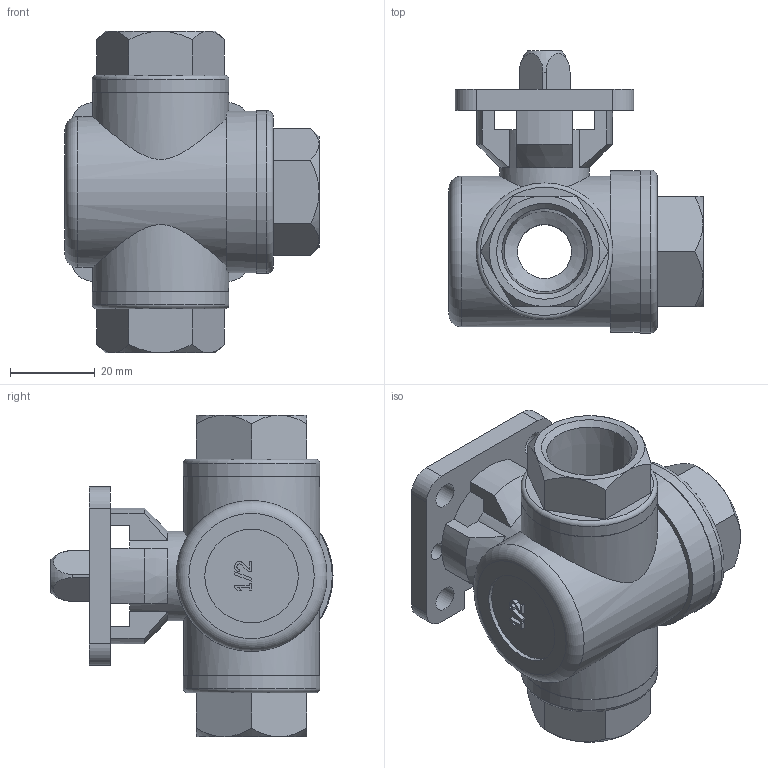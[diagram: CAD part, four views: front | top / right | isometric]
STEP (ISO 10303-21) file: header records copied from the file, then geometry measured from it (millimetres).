
FILE_DESCRIPTION(/* description */ ('STEP AP214'),/* implementation_level */ '2;1');
FILE_NAME(/* name */ '4834290_VZBE-1_2-T-63-F-3L-F04-V15V15',/* time_stamp */ '2024-09-18T01:30:46+02:00',/* author */ ('License CC BY-ND 4.0'),/* organization */ ('CADENAS'),/* preprocessor_version */ 'ST-DEVELOPER v19.3',/* originating_system */ 'PARTsolutions',/* authorisation */ ' ');
FILE_SCHEMA (('AUTOMOTIVE_DESIGN {1 0 10303 214 3 1 1}'));
Length unit declared in the file: millimetre
Products named in the file (1): 4834290 VZBE-1/2-T-63-F-3L-F04-V15V15
Bounding box: 59.8 x 66.38 x 75.7 mm (x, y, z)
Volume: 74917.8 mm3; surface area: 23646.1 mm2
Topology: 1 solids, 1 shells, 161 faces, 432 edges, 275 vertices
Faces by surface type: plane 92, cylinder 32, cone 32, torus 5
Full cylindrical faces by diameter (mm): 4.134 x1, 6 x4, 12.7 x2, 21 x1, 22 x1, 27 x1, 32 x2, 32.2 x2, 35.5 x1, 38 x1, 38.35 x1
Entity records: 5004 total; most frequent: CARTESIAN_POINT 1120, ORIENTED_EDGE 782, DIRECTION 770, EDGE_CURVE 391, AXIS2_PLACEMENT_3D 279, VERTEX_POINT 267, EDGE_LOOP 218, FACE_BOUND 218
